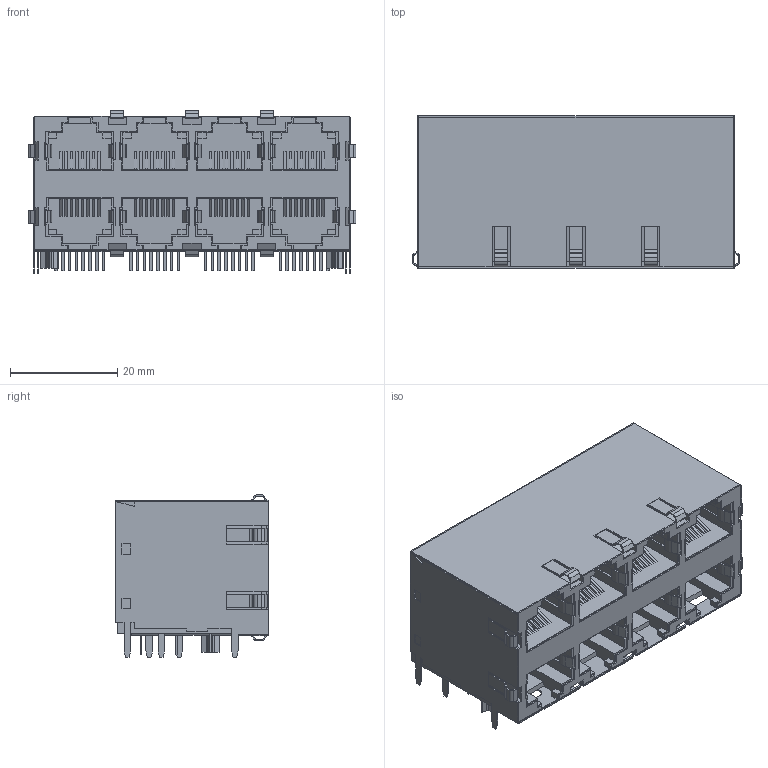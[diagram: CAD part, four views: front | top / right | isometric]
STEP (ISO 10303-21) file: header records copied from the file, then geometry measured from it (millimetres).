
FILE_DESCRIPTION(/* description */ (''),/* implementation_level */ '2;1');
FILE_NAME(/* name */ 'TYCO_5569262-1.stp',/* time_stamp */ '2016-02-25T09:59:33+01:00',/* author */ ('riccim'),/* organization */ (''),/* preprocessor_version */ 'ST-DEVELOPER v15.5',/* originating_system */ 'AutoCAD Mechanical',/* authorisation */ '');
FILE_SCHEMA (('AUTOMOTIVE_DESIGN { 1 0 10303 214 3 1 1 }'));
Length unit declared in the file: millimetre
Products named in the file (1): Product
Bounding box: 61.21 x 28.45 x 30.35 mm (x, y, z)
Volume: 33114.1 mm3; surface area: 24486.7 mm2
Topology: 198 solids, 198 shells, 2028 faces, 4896 edges, 3264 vertices
Faces by surface type: plane 1846, cylinder 182
Entity records: 58072 total; most frequent: CARTESIAN_POINT 10189, ORIENTED_EDGE 9792, DIRECTION 9318, EDGE_CURVE 4896, LINE 4532, VECTOR 4532, VERTEX_POINT 3264, AXIS2_PLACEMENT_3D 2393
